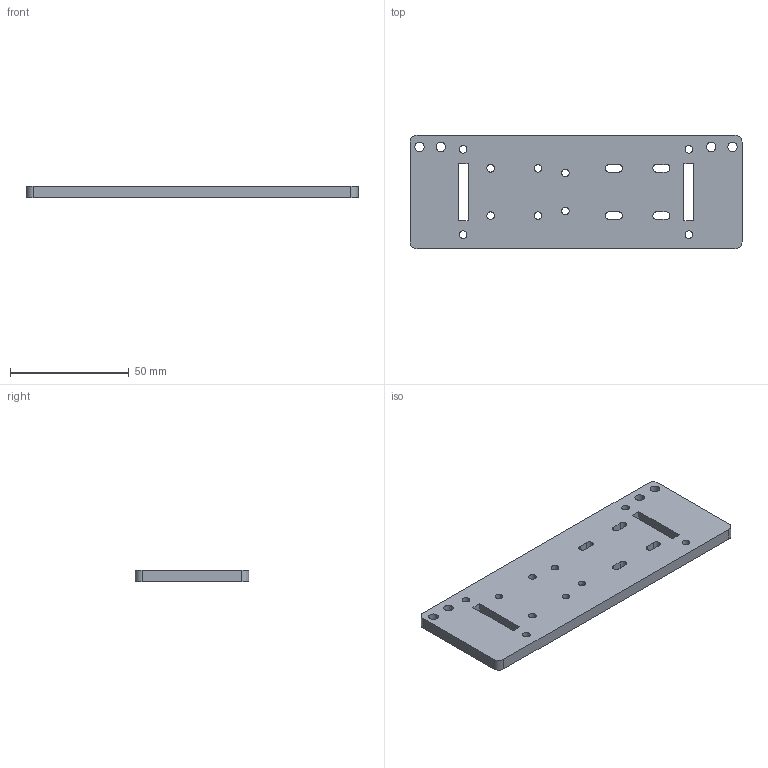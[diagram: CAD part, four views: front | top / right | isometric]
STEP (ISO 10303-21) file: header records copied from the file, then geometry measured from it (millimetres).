
FILE_DESCRIPTION(('FreeCAD Model'),'2;1');
FILE_NAME('frog-x1.step','2021-04-25T18:55:47',('Author'), (''),'Open CASCADE STEP processor 7.3','FreeCAD','Unknown');
FILE_SCHEMA(('AUTOMOTIVE_DESIGN { 1 0 10303 214 1 1 1 1 }'));
Length unit declared in the file: millimetre
Products named in the file (1): linear-guide-frog
Bounding box: 140 x 48 x 5 mm (x, y, z)
Volume: 31193 mm3; surface area: 16306.8 mm2
Topology: 1 solids, 1 shells, 90 faces, 250 edges, 168 vertices
Faces by surface type: plane 64, cylinder 26
Full cylindrical faces by diameter (mm): 3.2 x10, 4 x4
Entity records: 6849 total; most frequent: CARTESIAN_POINT 1095, DIRECTION 947, LINE 606, VECTOR 606, ORIENTED_EDGE 500, PCURVE 500, DEFINITIONAL_REPRESENTATION 500, EDGE_CURVE 250
